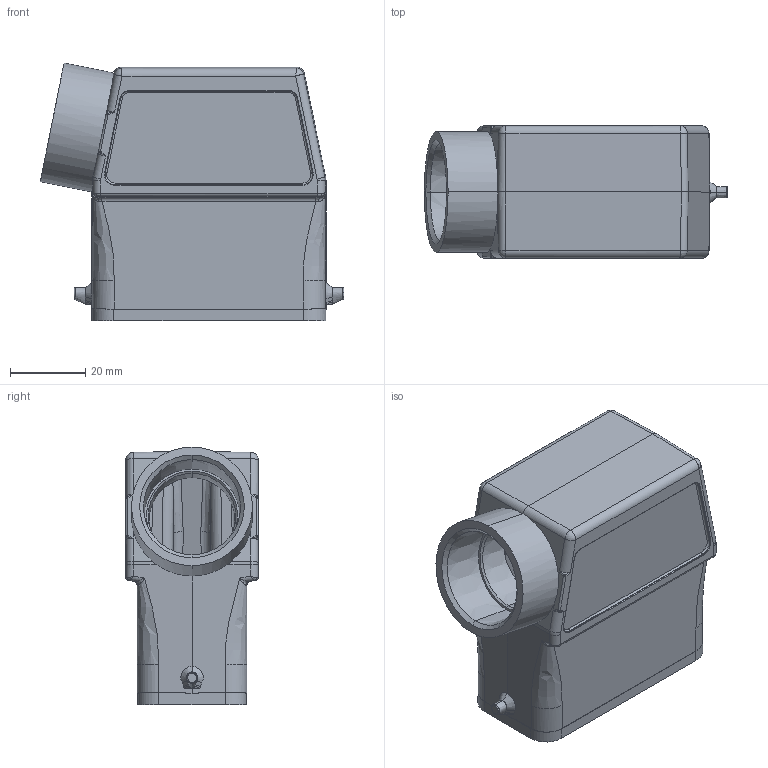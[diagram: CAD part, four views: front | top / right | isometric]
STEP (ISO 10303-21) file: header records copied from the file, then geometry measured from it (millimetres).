
FILE_DESCRIPTION(/* description */ (''),/* implementation_level */ '2;1');
FILE_NAME(/* name */ 'H10A-SEH-2B-XXX.stp',/* time_stamp */ '2022-10-20T17:36:19+08:00',/* author */ (''),/* organization */ (''),/* preprocessor_version */ 'ST-DEVELOPER v16',/* originating_system */ 'SIEMENS PLM Software NX 10.0',/* authorisation */ '');
FILE_SCHEMA (('AP203_CONFIGURATION_CONTROLLED_3D_DESIGN_OF_MECHANICAL_PARTS_AND_ASSEMBLIES_MIM_LF { 1 0 10303 403 2 1 2}'));
Length unit declared in the file: millimetre
Products named in the file (1): Admi62B47F301p6n
Bounding box: 80.77 x 35.3 x 68.64 mm (x, y, z)
Volume: 53121.1 mm3; surface area: 27412.1 mm2
Topology: 1 solids, 1 shells, 361 faces, 901 edges, 533 vertices
Faces by surface type: bspline 116, cylinder 104, plane 99, cone 20, revolution 8, sphere 6, torus 4, extrusion 4
Entity records: 17599 total; most frequent: CARTESIAN_POINT 10328, ORIENTED_EDGE 1754, DIRECTION 1062, EDGE_CURVE 877, VERTEX_POINT 533, B_SPLINE_CURVE_WITH_KNOTS 397, EDGE_LOOP 378, AXIS2_PLACEMENT_3D 376
